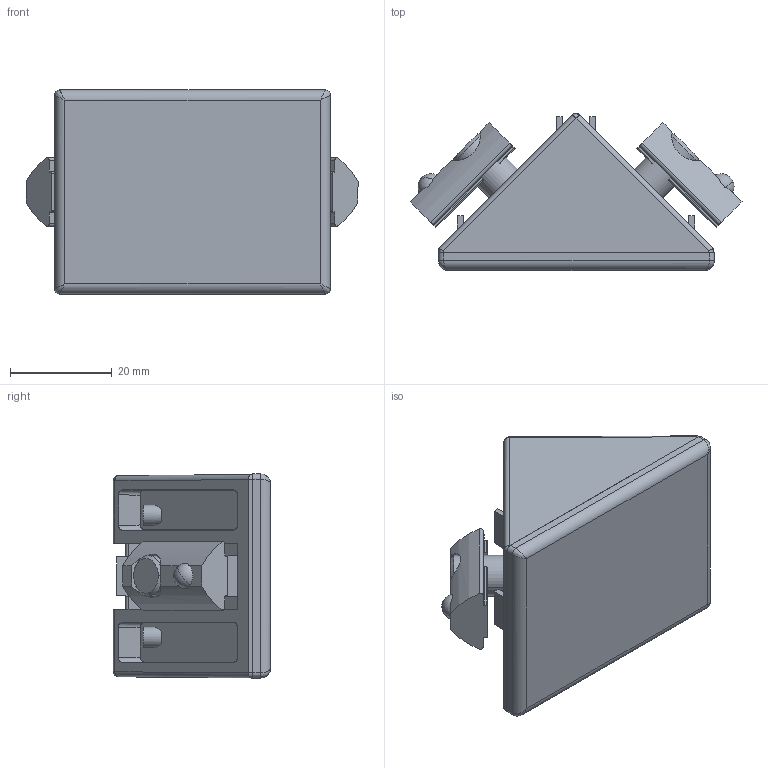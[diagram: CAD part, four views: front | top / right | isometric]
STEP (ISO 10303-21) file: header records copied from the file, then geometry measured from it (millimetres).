
FILE_DESCRIPTION (( 'STEP AP214' ), '1' );
FILE_NAME ('282300202.STEP', '2014-02-19T10:16:31', ( '' ), ( '' ), 'SwSTEP 2.0', 'SolidWorks 2014', '' );
FILE_SCHEMA (( 'AUTOMOTIVE_DESIGN' ));
Length unit declared in the file: millimetre
Products named in the file (1): 282300202
Bounding box: 65.25 x 30.89 x 40.1 mm (x, y, z)
Volume: 24942.3 mm3; surface area: 19484.1 mm2
Topology: 10 solids, 10 shells, 395 faces, 1034 edges, 666 vertices
Faces by surface type: plane 224, cylinder 122, cone 18, torus 16, bspline 8, sphere 7
Entity records: 17266 total; most frequent: CARTESIAN_POINT 3326, ORIENTED_EDGE 2040, DIRECTION 1881, EDGE_CURVE 1020, VECTOR 665, LINE 665, VERTEX_POINT 660, AXIS2_PLACEMENT_3D 608
